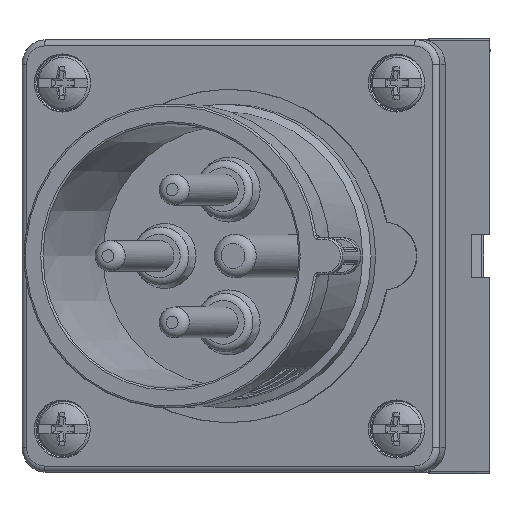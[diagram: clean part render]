
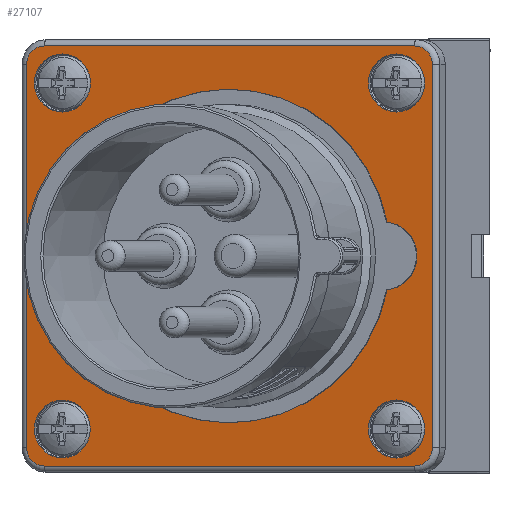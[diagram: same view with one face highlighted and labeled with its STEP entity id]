
A CAD part, left-side view. The second image highlights one B-rep face of the part: STEP entity #27107.
In plain terms, the highlighted planar face has unit normal (-0.966, 0.259, 0).
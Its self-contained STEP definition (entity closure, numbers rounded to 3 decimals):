
#196 = EDGE_CURVE ( 'NONE', #644, #9888, #2329, .T. ) ;
#644 = VERTEX_POINT ( 'NONE', #32110 ) ;
#874 = EDGE_LOOP ( 'NONE', ( #48197 ) ) ;
#1592 = DIRECTION ( 'NONE',  ( 0.259, 0.966, 0. ) ) ;
#1605 = EDGE_LOOP ( 'NONE', ( #42619, #30723 ) ) ;
#1607 = AXIS2_PLACEMENT_3D ( 'NONE', #4826, #4764, #1592 ) ;
#1655 = CARTESIAN_POINT ( 'NONE',  ( -43.237, -25.164, -34. ) ) ;
#1815 = CARTESIAN_POINT ( 'NONE',  ( -27.19, 34.723, 31. ) ) ;
#2015 = ORIENTED_EDGE ( 'NONE', *, *, #11913, .T. ) ;
#2035 = EDGE_CURVE ( 'NONE', #34688, #45289, #25007, .T. ) ;
#2126 = EDGE_LOOP ( 'NONE', ( #2015 ) ) ;
#2192 = DIRECTION ( 'NONE',  ( 0., 0., -1. ) ) ;
#2268 = DIRECTION ( 'NONE',  ( 0.966, -0.259, 0. ) ) ;
#2329 = LINE ( 'NONE', #13485, #39657 ) ;
#2542 = EDGE_CURVE ( 'NONE', #9888, #34688, #44705, .T. ) ;
#2572 = CARTESIAN_POINT ( 'NONE',  ( -42.46, -22.266, 28. ) ) ;
#3113 = EDGE_CURVE ( 'NONE', #12759, #24762, #29531, .T. ) ;
#3599 = EDGE_CURVE ( 'NONE', #12759, #24762, #35426, .T. ) ;
#4529 = CARTESIAN_POINT ( 'NONE',  ( -27.19, 34.723, 34. ) ) ;
#4705 = CARTESIAN_POINT ( 'NONE',  ( -27.966, 31.825, -28. ) ) ;
#4764 = DIRECTION ( 'NONE',  ( -0.966, 0.259, 0. ) ) ;
#4826 = CARTESIAN_POINT ( 'NONE',  ( -41.923, -20.26, 0. ) ) ;
#5596 = DIRECTION ( 'NONE',  ( 0.259, 0.966, 0. ) ) ;
#6887 = FACE_BOUND ( 'NONE', #874, .T. ) ;
#7255 = CIRCLE ( 'NONE', #18609, 3. ) ;
#7749 = ORIENTED_EDGE ( 'NONE', *, *, #42756, .T. ) ;
#8029 = AXIS2_PLACEMENT_3D ( 'NONE', #25337, #18060, #44008 ) ;
#8050 = FACE_BOUND ( 'NONE', #16449, .T. ) ;
#8483 = DIRECTION ( 'NONE',  ( -0.259, -0.966, 0. ) ) ;
#9037 = AXIS2_PLACEMENT_3D ( 'NONE', #18125, #44080, #21854 ) ;
#9117 = EDGE_CURVE ( 'NONE', #12702, #12702, #11250, .T. ) ;
#9554 = VERTEX_POINT ( 'NONE', #22704 ) ;
#9888 = VERTEX_POINT ( 'NONE', #12828 ) ;
#10959 = ORIENTED_EDGE ( 'NONE', *, *, #16904, .T. ) ;
#11024 = DIRECTION ( 'NONE',  ( -0.966, 0.259, 0. ) ) ;
#11117 = CARTESIAN_POINT ( 'NONE',  ( -42.46, -22.266, 23.3 ) ) ;
#11151 = DIRECTION ( 'NONE',  ( 0.259, 0.966, 0. ) ) ;
#11250 = CIRCLE ( 'NONE', #44715, 4.7 ) ;
#11343 = DIRECTION ( 'NONE',  ( 0.966, -0.259, 0. ) ) ;
#11636 = ORIENTED_EDGE ( 'NONE', *, *, #19988, .F. ) ;
#11913 = EDGE_CURVE ( 'NONE', #30063, #30063, #14026, .T. ) ;
#12260 = CARTESIAN_POINT ( 'NONE',  ( -35.213, 4.779, 0. ) ) ;
#12702 = VERTEX_POINT ( 'NONE', #44428 ) ;
#12759 = VERTEX_POINT ( 'NONE', #20242 ) ;
#12828 = CARTESIAN_POINT ( 'NONE',  ( -44.013, -28.062, 31. ) ) ;
#13177 = DIRECTION ( 'NONE',  ( 0., 0., 1. ) ) ;
#13485 = CARTESIAN_POINT ( 'NONE',  ( -44.013, -28.062, 31. ) ) ;
#14026 = CIRCLE ( 'NONE', #21236, 4.7 ) ;
#14536 = CIRCLE ( 'NONE', #28041, 4.672 ) ;
#15758 = EDGE_LOOP ( 'NONE', ( #10959 ) ) ;
#16449 = EDGE_LOOP ( 'NONE', ( #11636 ) ) ;
#16810 = FACE_BOUND ( 'NONE', #2126, .T. ) ;
#16904 = EDGE_CURVE ( 'NONE', #38864, #38864, #32752, .T. ) ;
#17497 = CARTESIAN_POINT ( 'NONE',  ( -43.237, -25.164, 34. ) ) ;
#18060 = DIRECTION ( 'NONE',  ( 0.966, -0.259, 0. ) ) ;
#18125 = CARTESIAN_POINT ( 'NONE',  ( -43.237, -25.164, -31. ) ) ;
#18220 = AXIS2_PLACEMENT_3D ( 'NONE', #12260, #11343, #11151 ) ;
#18609 = AXIS2_PLACEMENT_3D ( 'NONE', #33319, #11024, #37093 ) ;
#18636 = CARTESIAN_POINT ( 'NONE',  ( -29.183, 27.286, 28. ) ) ;
#19067 = CARTESIAN_POINT ( 'NONE',  ( -27.966, 31.825, 28. ) ) ;
#19306 = EDGE_LOOP ( 'NONE', ( #40156, #23893, #7749, #39380, #31755, #33274, #21448, #22959 ) ) ;
#19779 = DIRECTION ( 'NONE',  ( 0.259, 0.966, 0. ) ) ;
#19846 = DIRECTION ( 'NONE',  ( -0.966, 0.259, 0. ) ) ;
#19850 = CARTESIAN_POINT ( 'NONE',  ( -43.237, -25.164, 31. ) ) ;
#19988 = EDGE_CURVE ( 'NONE', #27758, #27758, #14536, .T. ) ;
#20242 = CARTESIAN_POINT ( 'NONE',  ( -42.056, -20.759, -5.476 ) ) ;
#21141 = VERTEX_POINT ( 'NONE', #39596 ) ;
#21236 = AXIS2_PLACEMENT_3D ( 'NONE', #2572, #2268, #2192 ) ;
#21448 = ORIENTED_EDGE ( 'NONE', *, *, #2035, .T. ) ;
#21854 = DIRECTION ( 'NONE',  ( 0.259, 0.966, 0. ) ) ;
#21923 = AXIS2_PLACEMENT_3D ( 'NONE', #19850, #19846, #19779 ) ;
#22704 = CARTESIAN_POINT ( 'NONE',  ( -27.19, 34.723, -34. ) ) ;
#22795 = DIRECTION ( 'NONE',  ( -0.259, -0.966, 0. ) ) ;
#22830 = AXIS2_PLACEMENT_3D ( 'NONE', #19067, #45040, #22795 ) ;
#22959 = ORIENTED_EDGE ( 'NONE', *, *, #46887, .T. ) ;
#23437 = CIRCLE ( 'NONE', #9037, 3. ) ;
#23851 = VECTOR ( 'NONE', #45646, 1000. ) ;
#23893 = ORIENTED_EDGE ( 'NONE', *, *, #41440, .T. ) ;
#24762 = VERTEX_POINT ( 'NONE', #33569 ) ;
#24937 = VERTEX_POINT ( 'NONE', #28938 ) ;
#25007 = LINE ( 'NONE', #45546, #23851 ) ;
#25337 = CARTESIAN_POINT ( 'NONE',  ( -27.19, 34.723, -31. ) ) ;
#26682 = FACE_BOUND ( 'NONE', #15758, .T. ) ;
#27107 = ADVANCED_FACE ( 'NONE', ( #8050, #36642, #28987, #26682, #16810, #6887 ), #40340, .F. ) ;
#27693 = DIRECTION ( 'NONE',  ( -0.259, -0.966, 0. ) ) ;
#27758 = VERTEX_POINT ( 'NONE', #29775 ) ;
#27854 = DIRECTION ( 'NONE',  ( -0.966, 0.259, 0. ) ) ;
#28041 = AXIS2_PLACEMENT_3D ( 'NONE', #4705, #30720, #8483 ) ;
#28068 = VECTOR ( 'NONE', #35851, 1000. ) ;
#28938 = CARTESIAN_POINT ( 'NONE',  ( -43.237, -25.164, -34. ) ) ;
#28987 = FACE_OUTER_BOUND ( 'NONE', #19306, .T. ) ;
#29531 = CIRCLE ( 'NONE', #1607, 5.5 ) ;
#29775 = CARTESIAN_POINT ( 'NONE',  ( -29.176, 27.312, -28. ) ) ;
#30063 = VERTEX_POINT ( 'NONE', #11117 ) ;
#30701 = DIRECTION ( 'NONE',  ( 0.259, 0.966, 0. ) ) ;
#30720 = DIRECTION ( 'NONE',  ( -0.966, 0.259, 0. ) ) ;
#30723 = ORIENTED_EDGE ( 'NONE', *, *, #3599, .T. ) ;
#30757 = DIRECTION ( 'NONE',  ( 0.966, -0.259, 0. ) ) ;
#30797 = CARTESIAN_POINT ( 'NONE',  ( -42.46, -22.266, -28. ) ) ;
#31755 = ORIENTED_EDGE ( 'NONE', *, *, #196, .T. ) ;
#32110 = CARTESIAN_POINT ( 'NONE',  ( -44.013, -28.062, -31. ) ) ;
#32752 = CIRCLE ( 'NONE', #22830, 4.7 ) ;
#33274 = ORIENTED_EDGE ( 'NONE', *, *, #2542, .T. ) ;
#33319 = CARTESIAN_POINT ( 'NONE',  ( -27.19, 34.723, -31. ) ) ;
#33569 = CARTESIAN_POINT ( 'NONE',  ( -42.056, -20.759, 5.476 ) ) ;
#34509 = CARTESIAN_POINT ( 'NONE',  ( -26.413, 37.621, -31. ) ) ;
#34688 = VERTEX_POINT ( 'NONE', #17497 ) ;
#35426 = CIRCLE ( 'NONE', #18220, 27. ) ;
#35528 = CARTESIAN_POINT ( 'NONE',  ( -26.413, 37.621, -31. ) ) ;
#35851 = DIRECTION ( 'NONE',  ( 0., 0., -1. ) ) ;
#36642 = FACE_BOUND ( 'NONE', #1605, .T. ) ;
#37093 = DIRECTION ( 'NONE',  ( 0.259, 0.966, 0. ) ) ;
#38059 = VECTOR ( 'NONE', #27693, 1000. ) ;
#38864 = VERTEX_POINT ( 'NONE', #18636 ) ;
#39380 = ORIENTED_EDGE ( 'NONE', *, *, #44729, .T. ) ;
#39596 = CARTESIAN_POINT ( 'NONE',  ( -26.413, 37.621, 31. ) ) ;
#39657 = VECTOR ( 'NONE', #13177, 1000. ) ;
#40156 = ORIENTED_EDGE ( 'NONE', *, *, #43451, .T. ) ;
#40340 = PLANE ( 'NONE',  #8029 ) ;
#41440 = EDGE_CURVE ( 'NONE', #45001, #9554, #7255, .T. ) ;
#42619 = ORIENTED_EDGE ( 'NONE', *, *, #3113, .F. ) ;
#42756 = EDGE_CURVE ( 'NONE', #9554, #24937, #47863, .T. ) ;
#43451 = EDGE_CURVE ( 'NONE', #21141, #45001, #46694, .T. ) ;
#44008 = DIRECTION ( 'NONE',  ( 0.259, 0.966, 0. ) ) ;
#44080 = DIRECTION ( 'NONE',  ( -0.966, 0.259, 0. ) ) ;
#44428 = CARTESIAN_POINT ( 'NONE',  ( -41.244, -17.727, -28. ) ) ;
#44705 = CIRCLE ( 'NONE', #21923, 3. ) ;
#44715 = AXIS2_PLACEMENT_3D ( 'NONE', #30797, #30757, #30701 ) ;
#44729 = EDGE_CURVE ( 'NONE', #24937, #644, #23437, .T. ) ;
#44891 = AXIS2_PLACEMENT_3D ( 'NONE', #1815, #27854, #5596 ) ;
#45001 = VERTEX_POINT ( 'NONE', #34509 ) ;
#45040 = DIRECTION ( 'NONE',  ( 0.966, -0.259, 0. ) ) ;
#45289 = VERTEX_POINT ( 'NONE', #4529 ) ;
#45546 = CARTESIAN_POINT ( 'NONE',  ( -27.19, 34.723, 34. ) ) ;
#45646 = DIRECTION ( 'NONE',  ( 0.259, 0.966, 0. ) ) ;
#46694 = LINE ( 'NONE', #35528, #28068 ) ;
#46887 = EDGE_CURVE ( 'NONE', #45289, #21141, #47084, .T. ) ;
#47084 = CIRCLE ( 'NONE', #44891, 3. ) ;
#47863 = LINE ( 'NONE', #1655, #38059 ) ;
#48197 = ORIENTED_EDGE ( 'NONE', *, *, #9117, .T. ) ;
